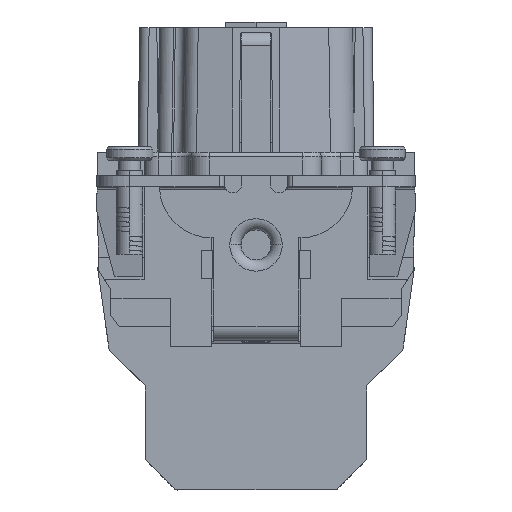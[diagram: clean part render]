
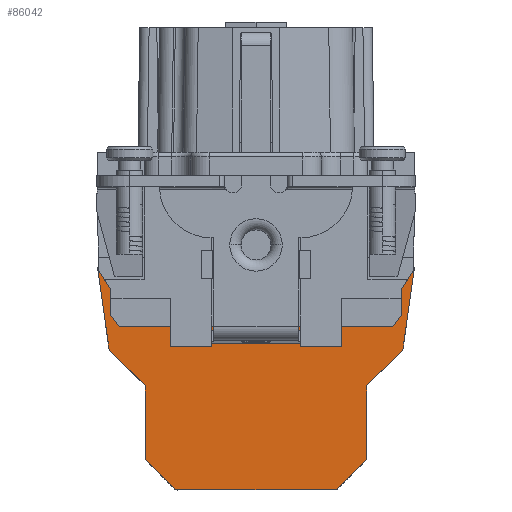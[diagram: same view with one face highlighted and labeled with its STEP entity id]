
A CAD part, left-side view. The second image highlights one B-rep face of the part: STEP entity #86042.
In plain terms, the highlighted planar face has unit normal (-1, 0, 0).
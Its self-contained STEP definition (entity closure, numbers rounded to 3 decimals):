
#19130=DIRECTION('',(0.,-0.014,-1.));
#19131=VECTOR('',#19130,1.275);
#19132=CARTESIAN_POINT('',(-63.95,16.835,
2.183));
#19133=LINE('',#19132,#19131);
#19150=DIRECTION('',(0.,0.033,0.999));
#19151=VECTOR('',#19150,1.277);
#19152=CARTESIAN_POINT('',(-63.95,-16.877,
0.883));
#19153=LINE('',#19152,#19151);
#19154=DIRECTION('',(0.,-0.14,0.99));
#19155=VECTOR('',#19154,8.588);
#19156=CARTESIAN_POINT('',(-63.95,-15.671,
-7.62));
#19157=LINE('',#19156,#19155);
#19158=DIRECTION('',(0.,-0.708,0.706));
#19159=VECTOR('',#19158,5.431);
#19160=CARTESIAN_POINT('',(-63.95,-11.826,-11.455));
#19161=LINE('',#19160,#19159);
#19162=DIRECTION('',(0.,0.,1.));
#19163=VECTOR('',#19162,7.845);
#19164=CARTESIAN_POINT('',(-63.95,-11.826,-19.3));
#19165=LINE('',#19164,#19163);
#19166=DIRECTION('',(0.,-0.706,0.709));
#19167=VECTOR('',#19166,4.393);
#19168=CARTESIAN_POINT('',(-63.95,-8.726,
-22.413));
#19169=LINE('',#19168,#19167);
#19170=CARTESIAN_POINT('',(-63.95,-8.372,-22.06));
#19171=DIRECTION('',(-1.,0.,0.));
#19172=DIRECTION('',(0.,0.,-1.));
#19173=AXIS2_PLACEMENT_3D('',#19170,#19171,#19172);
#19175=DIRECTION('',(0.,-1.,0.));
#19176=VECTOR('',#19175,16.744);
#19177=CARTESIAN_POINT('',(-63.95,8.372,
-22.561));
#19178=LINE('',#19177,#19176);
#19179=CARTESIAN_POINT('',(-63.95,8.372,-22.061));
#19180=DIRECTION('',(-1.,0.,0.));
#19181=DIRECTION('',(0.,0.709,-0.706));
#19182=AXIS2_PLACEMENT_3D('',#19179,#19180,#19181);
#19184=DIRECTION('',(0.,-0.706,-0.709));
#19185=VECTOR('',#19184,4.394);
#19186=CARTESIAN_POINT('',(-63.95,11.827,-19.3));
#19187=LINE('',#19186,#19185);
#19188=DIRECTION('',(0.,0.,-1.));
#19189=VECTOR('',#19188,7.845);
#19190=CARTESIAN_POINT('',(-63.95,11.827,-11.455));
#19191=LINE('',#19190,#19189);
#19192=DIRECTION('',(0.,-0.708,-0.706));
#19193=VECTOR('',#19192,5.431);
#19194=CARTESIAN_POINT('',(-63.95,15.672,
-7.62));
#19195=LINE('',#19194,#19193);
#19196=DIRECTION('',(0.,-0.14,-0.99));
#19197=VECTOR('',#19196,8.588);
#19198=CARTESIAN_POINT('',(-63.95,16.878,
0.883));
#19199=LINE('',#19198,#19197);
#19200=DIRECTION('',(0.,0.033,-0.999));
#19201=VECTOR('',#19200,1.3);
#19202=CARTESIAN_POINT('',(-63.95,16.835,
2.183));
#19203=LINE('',#19202,#19201);
#19204=DIRECTION('',(0.,1.,0.));
#19205=VECTOR('',#19204,2.);
#19206=CARTESIAN_POINT('',(-63.95,-14.6,-5.1));
#19207=LINE('',#19206,#19205);
#19208=DIRECTION('',(0.,1.,0.));
#19209=VECTOR('',#19208,25.);
#19210=CARTESIAN_POINT('',(-63.95,-10.4,-5.1));
#19211=LINE('',#19210,#19209);
#19244=DIRECTION('',(0.,0.,1.));
#19245=VECTOR('',#19244,9.9);
#19246=CARTESIAN_POINT('',(-63.95,-12.6,-5.1));
#19247=LINE('',#19246,#19245);
#19252=CARTESIAN_POINT('',(-63.95,-11.5,4.8));
#19253=DIRECTION('',(-1.,0.,0.));
#19254=DIRECTION('',(0.,-1.,0.));
#19255=AXIS2_PLACEMENT_3D('',#19252,#19253,#19254);
#19265=DIRECTION('',(0.,0.,-1.));
#19266=VECTOR('',#19265,9.9);
#19267=CARTESIAN_POINT('',(-63.95,-10.4,
4.8));
#19268=LINE('',#19267,#19266);
#19295=DIRECTION('',(0.,-0.6,-0.8));
#19296=VECTOR('',#19295,1.5);
#19297=CARTESIAN_POINT('',(-63.95,15.5,-3.9));
#19298=LINE('',#19297,#19296);
#19303=DIRECTION('',(0.,0.,-1.));
#19304=VECTOR('',#19303,2.7);
#19305=CARTESIAN_POINT('',(-63.95,15.5,-1.2));
#19306=LINE('',#19305,#19304);
#19319=DIRECTION('',(0.,-0.53,-0.848));
#19320=VECTOR('',#19319,2.486);
#19321=CARTESIAN_POINT('',(-63.95,16.817,
0.908));
#19322=LINE('',#19321,#19320);
#20033=DIRECTION('',(0.,-0.014,1.));
#20034=VECTOR('',#20033,1.252);
#20035=CARTESIAN_POINT('',(-63.95,-16.817,
0.908));
#20036=LINE('',#20035,#20034);
#20045=DIRECTION('',(0.,0.53,-0.848));
#20046=VECTOR('',#20045,2.486);
#20047=CARTESIAN_POINT('',(-63.95,-16.817,
0.908));
#20048=LINE('',#20047,#20046);
#20057=DIRECTION('',(0.,0.,-1.));
#20058=VECTOR('',#20057,2.7);
#20059=CARTESIAN_POINT('',(-63.95,-15.5,-1.2));
#20060=LINE('',#20059,#20058);
#20073=DIRECTION('',(0.,0.6,-0.8));
#20074=VECTOR('',#20073,1.5);
#20075=CARTESIAN_POINT('',(-63.95,-15.5,-3.9));
#20076=LINE('',#20075,#20074);
#52998=CARTESIAN_POINT('',(-63.95,8.372,
-22.561));
#52999=CARTESIAN_POINT('',(-63.95,-8.372,
-22.56));
#53000=VERTEX_POINT('',#52998);
#53001=VERTEX_POINT('',#52999);
#53002=CARTESIAN_POINT('',(-63.95,-8.726,
-22.413));
#53003=VERTEX_POINT('',#53002);
#53004=CARTESIAN_POINT('',(-63.95,-11.826,-19.3));
#53005=VERTEX_POINT('',#53004);
#53006=CARTESIAN_POINT('',(-63.95,-11.826,-11.455));
#53007=VERTEX_POINT('',#53006);
#53008=CARTESIAN_POINT('',(-63.95,-15.671,
-7.62));
#53009=VERTEX_POINT('',#53008);
#53010=CARTESIAN_POINT('',(-63.95,-16.877,
0.883));
#53011=VERTEX_POINT('',#53010);
#53012=CARTESIAN_POINT('',(-63.95,16.878,
0.883));
#53013=CARTESIAN_POINT('',(-63.95,15.672,
-7.62));
#53014=VERTEX_POINT('',#53012);
#53015=VERTEX_POINT('',#53013);
#53016=CARTESIAN_POINT('',(-63.95,11.827,-11.455));
#53017=VERTEX_POINT('',#53016);
#53018=CARTESIAN_POINT('',(-63.95,11.827,-19.3));
#53019=VERTEX_POINT('',#53018);
#53020=CARTESIAN_POINT('',(-63.95,8.726,
-22.414));
#53021=VERTEX_POINT('',#53020);
#53122=CARTESIAN_POINT('',(-63.95,-14.6,-5.1));
#53123=CARTESIAN_POINT('',(-63.95,-12.6,-5.1));
#53124=VERTEX_POINT('',#53122);
#53125=VERTEX_POINT('',#53123);
#53126=CARTESIAN_POINT('',(-63.95,-10.4,-5.1));
#53127=CARTESIAN_POINT('',(-63.95,14.6,-5.1));
#53128=VERTEX_POINT('',#53126);
#53129=VERTEX_POINT('',#53127);
#53130=CARTESIAN_POINT('',(-63.95,-16.835,
2.16));
#53132=VERTEX_POINT('',#53130);
#53140=CARTESIAN_POINT('',(-63.95,16.835,
2.183));
#53141=VERTEX_POINT('',#53140);
#53170=CARTESIAN_POINT('',(-63.95,-15.5,-3.9));
#53171=VERTEX_POINT('',#53170);
#53172=CARTESIAN_POINT('',(-63.95,-15.5,-1.2));
#53173=VERTEX_POINT('',#53172);
#53174=CARTESIAN_POINT('',(-63.95,-16.817,
0.908));
#53175=VERTEX_POINT('',#53174);
#53176=CARTESIAN_POINT('',(-63.95,15.5,-1.2));
#53177=CARTESIAN_POINT('',(-63.95,15.5,-3.9));
#53178=VERTEX_POINT('',#53176);
#53179=VERTEX_POINT('',#53177);
#53180=CARTESIAN_POINT('',(-63.95,16.817,
0.908));
#53181=VERTEX_POINT('',#53180);
#53182=CARTESIAN_POINT('',(-63.95,-12.6,4.8));
#53183=VERTEX_POINT('',#53182);
#53184=CARTESIAN_POINT('',(-63.95,-10.4,
4.8));
#53185=VERTEX_POINT('',#53184);
#85986=CARTESIAN_POINT('',(-63.95,-17.,13.6));
#85987=DIRECTION('',(1.,0.,0.));
#85988=DIRECTION('',(0.,0.,-1.));
#85989=AXIS2_PLACEMENT_3D('',#85986,#85987,#85988);
#85990=PLANE('',#85989);
#85992=ORIENTED_EDGE('',*,*,#85991,.F.);
#85994=ORIENTED_EDGE('',*,*,#85993,.F.);
#85996=ORIENTED_EDGE('',*,*,#85995,.F.);
#85998=ORIENTED_EDGE('',*,*,#85997,.F.);
#86000=ORIENTED_EDGE('',*,*,#85999,.T.);
#86001=ORIENTED_EDGE('',*,*,#78641,.F.);
#86002=ORIENTED_EDGE('',*,*,#78731,.F.);
#86004=ORIENTED_EDGE('',*,*,#86003,.F.);
#86006=ORIENTED_EDGE('',*,*,#86005,.F.);
#86008=ORIENTED_EDGE('',*,*,#86007,.F.);
#86010=ORIENTED_EDGE('',*,*,#86009,.F.);
#86012=ORIENTED_EDGE('',*,*,#86011,.F.);
#86014=ORIENTED_EDGE('',*,*,#86013,.F.);
#86016=ORIENTED_EDGE('',*,*,#86015,.F.);
#86018=ORIENTED_EDGE('',*,*,#86017,.F.);
#86020=ORIENTED_EDGE('',*,*,#86019,.F.);
#86022=ORIENTED_EDGE('',*,*,#86021,.F.);
#86024=ORIENTED_EDGE('',*,*,#86023,.F.);
#86025=ORIENTED_EDGE('',*,*,#85971,.T.);
#86027=ORIENTED_EDGE('',*,*,#86026,.T.);
#86029=ORIENTED_EDGE('',*,*,#86028,.T.);
#86031=ORIENTED_EDGE('',*,*,#86030,.T.);
#86033=ORIENTED_EDGE('',*,*,#86032,.F.);
#86035=ORIENTED_EDGE('',*,*,#86034,.F.);
#86037=ORIENTED_EDGE('',*,*,#86036,.F.);
#86039=ORIENTED_EDGE('',*,*,#86038,.F.);
#86040=EDGE_LOOP('',(#85992,#85994,#85996,#85998,#86000,#86001,#86002,#86004,
#86006,#86008,#86010,#86012,#86014,#86016,#86018,#86020,#86022,#86024,#86025,
#86027,#86029,#86031,#86033,#86035,#86037,#86039));
#86041=FACE_OUTER_BOUND('',#86040,.F.);
#86042=ADVANCED_FACE('',(#86041),#85990,.F.);
#19174=CIRCLE('',#19173,0.5);
#19183=CIRCLE('',#19182,0.5);
#19256=CIRCLE('',#19255,1.1);
#78641=EDGE_CURVE('',#53011,#53132,#19153,.T.);
#78731=EDGE_CURVE('',#53009,#53011,#19157,.T.);
#85971=EDGE_CURVE('',#53141,#53181,#19133,.T.);
#85991=EDGE_CURVE('',#53124,#53125,#19207,.T.);
#85993=EDGE_CURVE('',#53171,#53124,#20076,.T.);
#85995=EDGE_CURVE('',#53173,#53171,#20060,.T.);
#85997=EDGE_CURVE('',#53175,#53173,#20048,.T.);
#85999=EDGE_CURVE('',#53175,#53132,#20036,.T.);
#86003=EDGE_CURVE('',#53007,#53009,#19161,.T.);
#86005=EDGE_CURVE('',#53005,#53007,#19165,.T.);
#86007=EDGE_CURVE('',#53003,#53005,#19169,.T.);
#86009=EDGE_CURVE('',#53001,#53003,#19174,.T.);
#86011=EDGE_CURVE('',#53000,#53001,#19178,.T.);
#86013=EDGE_CURVE('',#53021,#53000,#19183,.T.);
#86015=EDGE_CURVE('',#53019,#53021,#19187,.T.);
#86017=EDGE_CURVE('',#53017,#53019,#19191,.T.);
#86019=EDGE_CURVE('',#53015,#53017,#19195,.T.);
#86021=EDGE_CURVE('',#53014,#53015,#19199,.T.);
#86023=EDGE_CURVE('',#53141,#53014,#19203,.T.);
#86026=EDGE_CURVE('',#53181,#53178,#19322,.T.);
#86028=EDGE_CURVE('',#53178,#53179,#19306,.T.);
#86030=EDGE_CURVE('',#53179,#53129,#19298,.T.);
#86032=EDGE_CURVE('',#53128,#53129,#19211,.T.);
#86034=EDGE_CURVE('',#53185,#53128,#19268,.T.);
#86036=EDGE_CURVE('',#53183,#53185,#19256,.T.);
#86038=EDGE_CURVE('',#53125,#53183,#19247,.T.);
